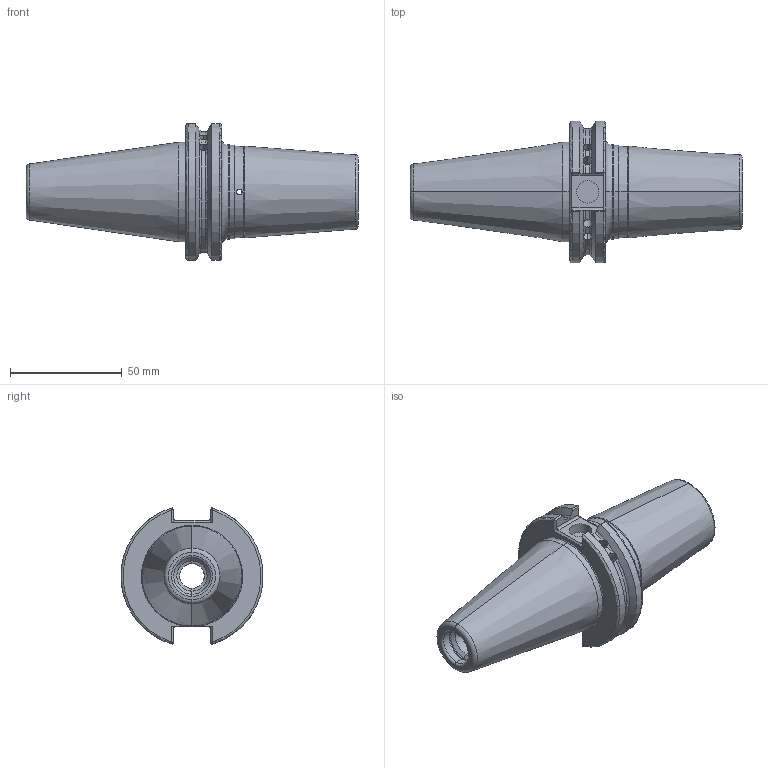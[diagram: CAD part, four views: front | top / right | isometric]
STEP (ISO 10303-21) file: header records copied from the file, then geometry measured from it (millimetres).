
FILE_DESCRIPTION (( 'STEP AP203' ), '1' );
FILE_NAME ('CA40A260-19080HP1-02.STEP', '2020-11-16T01:57:22', ( 'user' ), ( '' ), 'SwSTEP 2.0', 'SolidWorks 2013', '' );
FILE_SCHEMA (( 'CONFIG_CONTROL_DESIGN' ));
Length unit declared in the file: millimetre
Products named in the file (1): CA40A260-19080HP1-02
Bounding box: 148.25 x 63.33 x 61.05 mm (x, y, z)
Volume: 152855.6 mm3; surface area: 31277.1 mm2
Topology: 1 solids, 1 shells, 147 faces, 391 edges, 236 vertices
Faces by surface type: cylinder 48, cone 34, torus 32, plane 31, bspline 2
Entity records: 5188 total; most frequent: CARTESIAN_POINT 1665, ORIENTED_EDGE 766, DIRECTION 685, EDGE_CURVE 383, AXIS2_PLACEMENT_3D 278, VERTEX_POINT 236, EDGE_LOOP 155, ADVANCED_FACE 147
